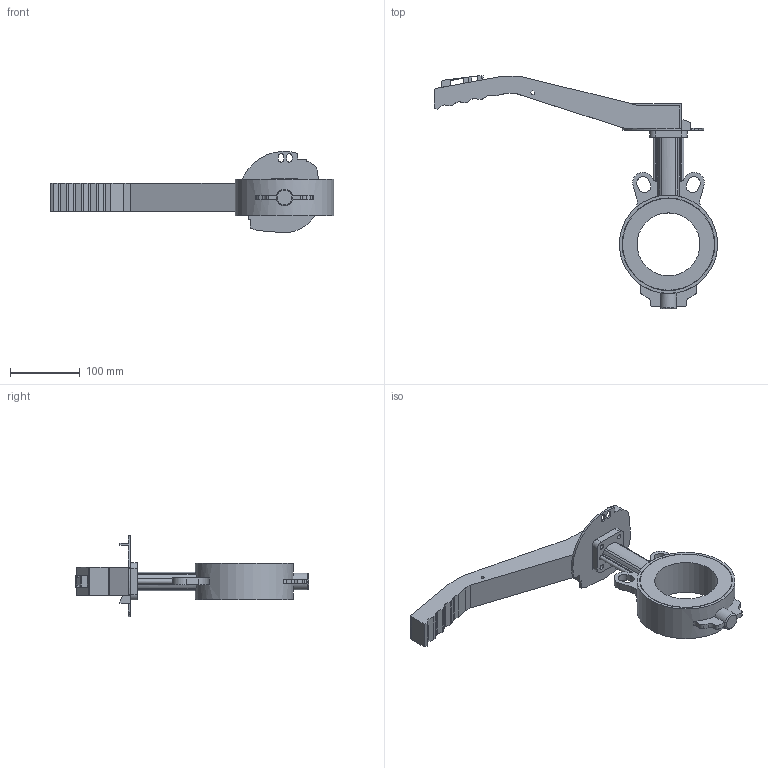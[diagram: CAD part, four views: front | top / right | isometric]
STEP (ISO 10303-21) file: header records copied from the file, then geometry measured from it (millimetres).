
FILE_DESCRIPTION(('FreeCAD Model'),'2;1');
FILE_NAME('btflyDN100.step','2018-07-28T12:17:42',( 'Author'),(''),'Open CASCADE STEP processor 7.2','FreeCAD','Unknown' );
FILE_SCHEMA(('AUTOMOTIVE_DESIGN { 1 0 10303 214 1 1 1 1 }'));
Length unit declared in the file: millimetre
Products named in the file (1): Fusion
Bounding box: 405.25 x 333.81 x 116.21 mm (x, y, z)
Volume: 1052160.9 mm3; surface area: 160579.5 mm2
Topology: 1 solids, 2 shells, 221 faces, 622 edges, 413 vertices
Faces by surface type: plane 153, cylinder 67, torus 1
Full cylindrical faces by diameter (mm): 7 x4, 24 x1, 35 x1, 90 x1, 131.4 x2, 132.6 x2, 140.5 x1
Entity records: 18451 total; most frequent: CARTESIAN_POINT 4331, DIRECTION 2359, LINE 1516, VECTOR 1516, ORIENTED_EDGE 1244, PCURVE 1244, DEFINITIONAL_REPRESENTATION 1244, EDGE_CURVE 622
